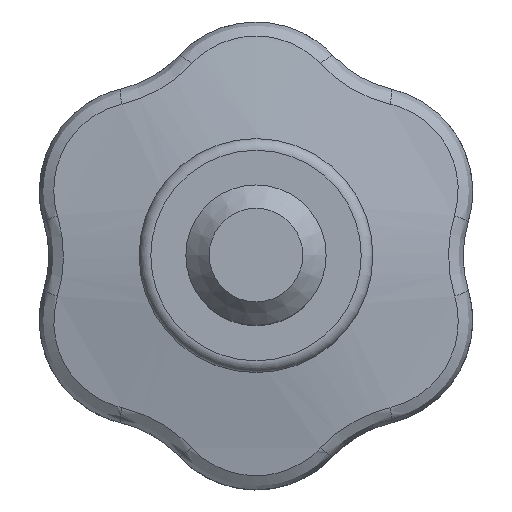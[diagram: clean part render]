
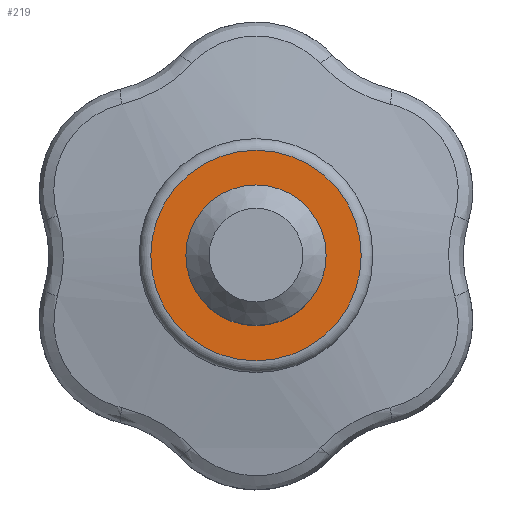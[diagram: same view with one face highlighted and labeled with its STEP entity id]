
A CAD part, top view. The second image highlights one B-rep face of the part: STEP entity #219.
In plain terms, the highlighted planar face has unit normal (0, 0, 1).
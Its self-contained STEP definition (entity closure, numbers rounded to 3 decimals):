
#219 = ADVANCED_FACE( '', ( #331, #332 ), #333, .F. );
#331 = FACE_BOUND( '', #1372, .T. );
#332 = FACE_OUTER_BOUND( '', #1373, .T. );
#333 = PLANE( '', #1374 );
#1372 = EDGE_LOOP( '', ( #1650 ) );
#1373 = EDGE_LOOP( '', ( #1651 ) );
#1374 = AXIS2_PLACEMENT_3D( '', #1652, #1653, #1654 );
#1650 = ORIENTED_EDGE( '', *, *, #1795, .F. );
#1651 = ORIENTED_EDGE( '', *, *, #1796, .T. );
#1652 = CARTESIAN_POINT( '', ( 0., 4.5, 22. ) );
#1653 = DIRECTION( '', ( 0., 0., -1. ) );
#1654 = DIRECTION( '', ( -1., 0., 0. ) );
#1795 = EDGE_CURVE( '', #1953, #1953, #1954, .T. );
#1796 = EDGE_CURVE( '', #1955, #1955, #1956, .T. );
#1953 = VERTEX_POINT( '', #3209 );
#1954 = CIRCLE( '', #3210, 3. );
#1955 = VERTEX_POINT( '', #3211 );
#1956 = CIRCLE( '', #3212, 4.5 );
#3209 = CARTESIAN_POINT( '', ( 3., 0., 22. ) );
#3210 = AXIS2_PLACEMENT_3D( '', #3313, #3314, #3315 );
#3211 = CARTESIAN_POINT( '', ( 4.5, 0., 22. ) );
#3212 = AXIS2_PLACEMENT_3D( '', #3316, #3317, #3318 );
#3313 = CARTESIAN_POINT( '', ( 0., 0., 22. ) );
#3314 = DIRECTION( '', ( 0., 0., 1. ) );
#3315 = DIRECTION( '', ( 1., 0., 0. ) );
#3316 = CARTESIAN_POINT( '', ( 0., 0., 22. ) );
#3317 = DIRECTION( '', ( 0., 0., 1. ) );
#3318 = DIRECTION( '', ( 1., 0., 0. ) );
